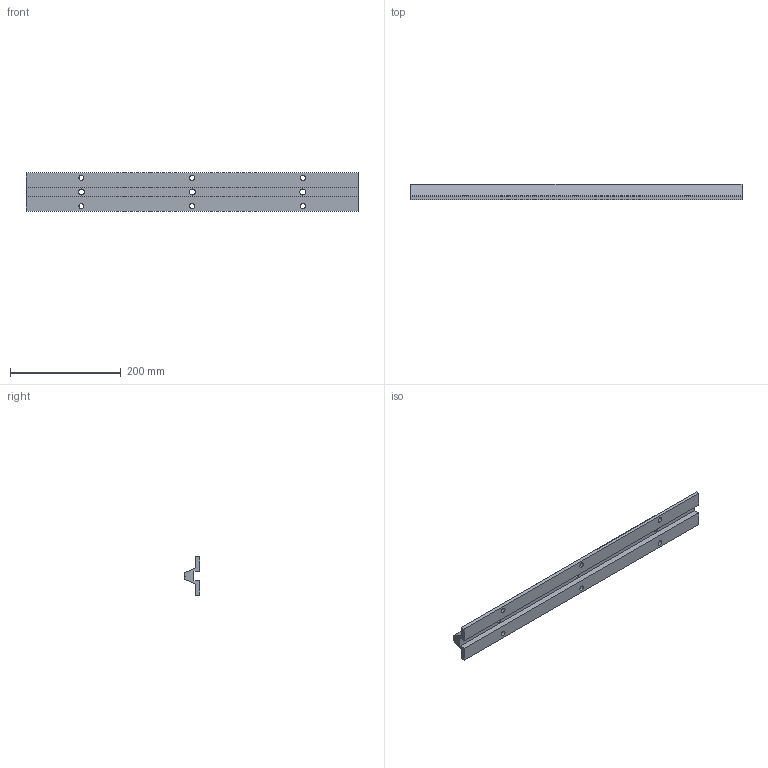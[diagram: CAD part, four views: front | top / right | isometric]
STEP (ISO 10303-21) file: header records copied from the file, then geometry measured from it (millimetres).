
FILE_DESCRIPTION( ( 'STEP AP214' ), ' ' );
FILE_NAME( 'WUM-30 Bohrteilung 200.stp', '2018-03-12T07:54:31', ( '' ), ( '' ), ' ', 'PARTsolutions', ' ' );
FILE_SCHEMA( ( 'AUTOMOTIVE_DESIGN { 1 0 10303 214 1 1 1 1 }' ) );
Length unit declared in the file: millimetre
Products named in the file (1): _WUM-30 Bohrteilung 200
Bounding box: 599.5 x 28.04 x 69 mm (x, y, z)
Volume: 431984.2 mm3; surface area: 122826.9 mm2
Topology: 1 solids, 1 shells, 34 faces, 96 edges, 61 vertices
Faces by surface type: plane 21, cylinder 13
Full cylindrical faces by diameter (mm): 9 x6, 11 x3
Entity records: 1382 total; most frequent: DIRECTION 192, CARTESIAN_POINT 183, ORIENTED_EDGE 174, EDGE_CURVE 87, AXIS2_PLACEMENT_3D 70, VERTEX_POINT 61, EDGE_LOOP 58, LINE 52
